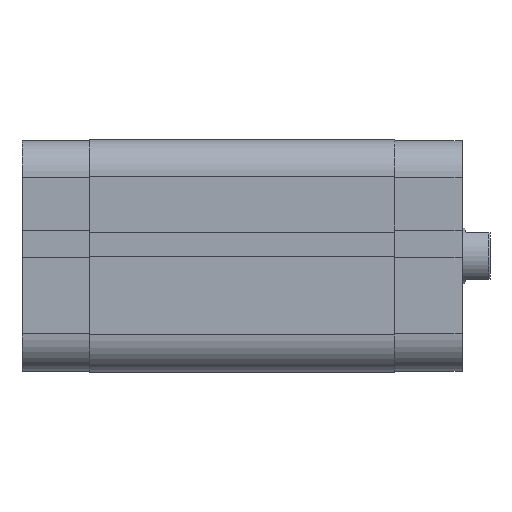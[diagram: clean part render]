
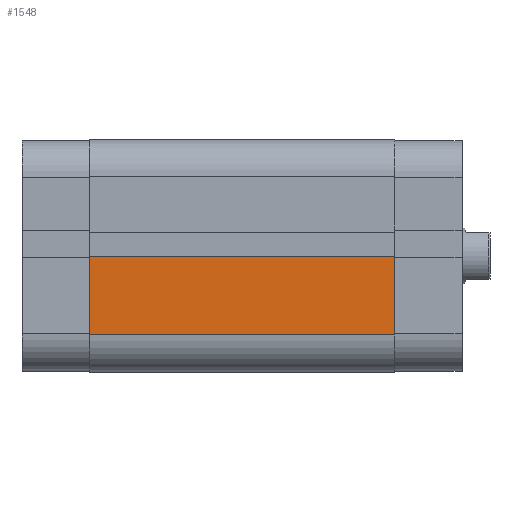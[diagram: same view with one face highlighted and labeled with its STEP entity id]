
A CAD part, top view. The second image highlights one B-rep face of the part: STEP entity #1548.
In plain terms, the highlighted face is planar.
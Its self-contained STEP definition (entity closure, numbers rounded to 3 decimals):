
#233 = EDGE_CURVE ( 'NONE', #1765, #1732, #1139, .T. ) ;
#234 = EDGE_CURVE ( 'NONE', #1683, #1732, #1048, .T. ) ;
#237 = EDGE_CURVE ( 'NONE', #1751, #1765, #943, .T. ) ;
#439 = EDGE_CURVE ( 'NONE', #1751, #1683, #2196, .T. ) ;
#772 = AXIS2_PLACEMENT_3D ( 'NONE', #2914, #2917, #2918 ) ;
#943 = LINE ( 'NONE', #4107, #1047 ) ;
#1047 = VECTOR ( 'NONE', #4108, 1000. ) ;
#1048 = LINE ( 'NONE', #4097, #1148 ) ;
#1067 = VECTOR ( 'NONE', #4100, 1000. ) ;
#1139 = LINE ( 'NONE', #4099, #1067 ) ;
#1148 = VECTOR ( 'NONE', #4102, 1000. ) ;
#1548 = ADVANCED_FACE ( 'NONE', ( #2501 ), #2915, .F. ) ;
#1683 = VERTEX_POINT ( 'NONE', #3421 ) ;
#1732 = VERTEX_POINT ( 'NONE', #3470 ) ;
#1751 = VERTEX_POINT ( 'NONE', #3489 ) ;
#1765 = VERTEX_POINT ( 'NONE', #3503 ) ;
#2196 = LINE ( 'NONE', #4569, #2202 ) ;
#2202 = VECTOR ( 'NONE', #4570, 1000. ) ;
#2501 = FACE_OUTER_BOUND ( 'NONE', #6558, .T. ) ;
#2914 = CARTESIAN_POINT ( 'NONE',  ( 0., -25., 65.5 ) ) ;
#2915 = PLANE ( 'NONE',  #772 ) ;
#2917 = DIRECTION ( 'NONE',  ( 0., 1., 0. ) ) ;
#2918 = DIRECTION ( 'NONE',  ( -1., 0., 0. ) ) ;
#3421 = CARTESIAN_POINT ( 'NONE',  ( 17., -25., 65.5 ) ) ;
#3470 = CARTESIAN_POINT ( 'NONE',  ( 17., -25., 0. ) ) ;
#3489 = CARTESIAN_POINT ( 'NONE',  ( 0.1, -25., 65.5 ) ) ;
#3503 = CARTESIAN_POINT ( 'NONE',  ( 0.1, -25., 0. ) ) ;
#4097 = CARTESIAN_POINT ( 'NONE',  ( 17., -25., 65.5 ) ) ;
#4099 = CARTESIAN_POINT ( 'NONE',  ( 0., -25., 0. ) ) ;
#4100 = DIRECTION ( 'NONE',  ( 1., 0., 0. ) ) ;
#4102 = DIRECTION ( 'NONE',  ( 0., 0., -1. ) ) ;
#4107 = CARTESIAN_POINT ( 'NONE',  ( 0.1, -25., 65.5 ) ) ;
#4108 = DIRECTION ( 'NONE',  ( 0., 0., -1. ) ) ;
#4569 = CARTESIAN_POINT ( 'NONE',  ( 0., -25., 65.5 ) ) ;
#4570 = DIRECTION ( 'NONE',  ( 1., 0., 0. ) ) ;
#6315 = ORIENTED_EDGE ( 'NONE', *, *, #237, .T. ) ;
#6316 = ORIENTED_EDGE ( 'NONE', *, *, #439, .F. ) ;
#6317 = ORIENTED_EDGE ( 'NONE', *, *, #234, .F. ) ;
#6318 = ORIENTED_EDGE ( 'NONE', *, *, #233, .T. ) ;
#6558 = EDGE_LOOP ( 'NONE', ( #6318, #6317, #6316, #6315 ) ) ;
